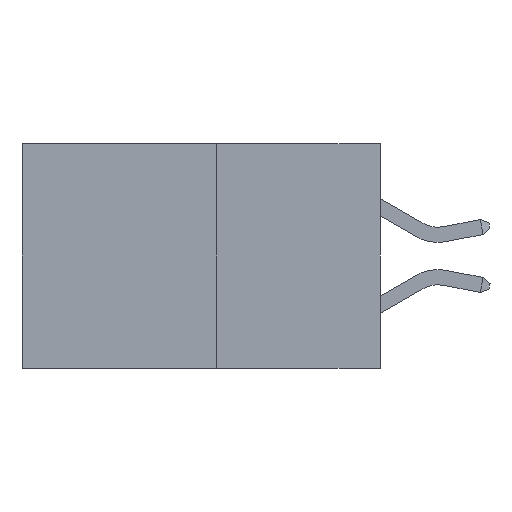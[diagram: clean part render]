
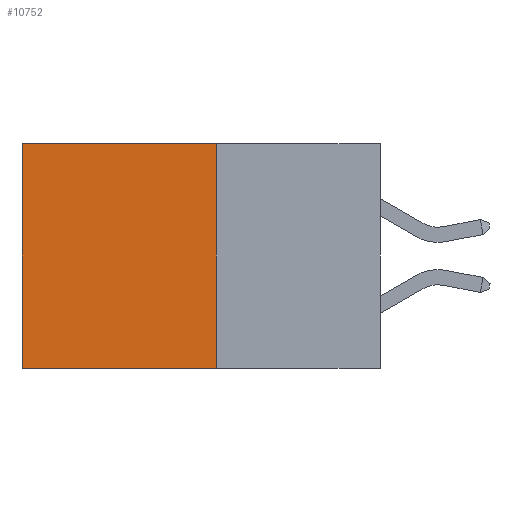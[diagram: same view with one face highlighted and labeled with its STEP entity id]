
A CAD part, left-side view. The second image highlights one B-rep face of the part: STEP entity #10752.
In plain terms, the highlighted planar face has unit normal (-1, 0, 0).
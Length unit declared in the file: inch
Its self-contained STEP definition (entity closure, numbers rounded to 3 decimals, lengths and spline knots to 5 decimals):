
#192 = CARTESIAN_POINT ( 'NONE',  ( 0.277, 0.27, -0.37 ) ) ;
#214 = VERTEX_POINT ( 'NONE', #17163 ) ;
#1017 = LINE ( 'NONE', #8275, #13436 ) ;
#1048 = VERTEX_POINT ( 'NONE', #16026 ) ;
#1122 = DIRECTION ( 'NONE',  ( 0., 1., 0. ) ) ;
#1442 = AXIS2_PLACEMENT_3D ( 'NONE', #2960, #17121, #7974 ) ;
#2470 = EDGE_CURVE ( 'NONE', #1048, #214, #5816, .T. ) ;
#2960 = CARTESIAN_POINT ( 'NONE',  ( 0.277, 0.27, -0.37 ) ) ;
#3721 = ORIENTED_EDGE ( 'NONE', *, *, #18034, .T. ) ;
#3738 = ORIENTED_EDGE ( 'NONE', *, *, #2470, .F. ) ;
#3771 = ORIENTED_EDGE ( 'NONE', *, *, #6842, .F. ) ;
#3836 = ORIENTED_EDGE ( 'NONE', *, *, #13611, .T. ) ;
#4703 = LINE ( 'NONE', #9476, #12697 ) ;
#5816 = LINE ( 'NONE', #17249, #9663 ) ;
#6657 = EDGE_LOOP ( 'NONE', ( #3721, #3738, #3771, #3836 ) ) ;
#6842 = EDGE_CURVE ( 'NONE', #18392, #1048, #9980, .T. ) ;
#7974 = DIRECTION ( 'NONE',  ( 0., 0., -1. ) ) ;
#8275 = CARTESIAN_POINT ( 'NONE',  ( 0.277, 0.59, -0.37 ) ) ;
#8713 = DIRECTION ( 'NONE',  ( 0., 0., -1. ) ) ;
#9476 = CARTESIAN_POINT ( 'NONE',  ( 0.277, 0.27, 0. ) ) ;
#9663 = VECTOR ( 'NONE', #14207, 39.37008 ) ;
#9980 = LINE ( 'NONE', #192, #16603 ) ;
#10752 = ADVANCED_FACE ( 'NONE', ( #16975 ), #15619, .F. ) ;
#10925 = VERTEX_POINT ( 'NONE', #18976 ) ;
#12697 = VECTOR ( 'NONE', #1122, 39.37008 ) ;
#13436 = VECTOR ( 'NONE', #20494, 39.37008 ) ;
#13611 = EDGE_CURVE ( 'NONE', #18392, #10925, #4703, .T. ) ;
#14207 = DIRECTION ( 'NONE',  ( 0., 1., 0. ) ) ;
#15176 = CARTESIAN_POINT ( 'NONE',  ( 0.277, 0.27, 0. ) ) ;
#15619 = PLANE ( 'NONE',  #1442 ) ;
#16026 = CARTESIAN_POINT ( 'NONE',  ( 0.277, 0.27, -0.37 ) ) ;
#16603 = VECTOR ( 'NONE', #8713, 39.37008 ) ;
#16975 = FACE_OUTER_BOUND ( 'NONE', #6657, .T. ) ;
#17121 = DIRECTION ( 'NONE',  ( 1., 0., 0. ) ) ;
#17163 = CARTESIAN_POINT ( 'NONE',  ( 0.277, 0.59, -0.37 ) ) ;
#17249 = CARTESIAN_POINT ( 'NONE',  ( 0.277, 0.27, -0.37 ) ) ;
#18034 = EDGE_CURVE ( 'NONE', #10925, #214, #1017, .T. ) ;
#18392 = VERTEX_POINT ( 'NONE', #15176 ) ;
#18976 = CARTESIAN_POINT ( 'NONE',  ( 0.277, 0.59, 0. ) ) ;
#20494 = DIRECTION ( 'NONE',  ( 0., 0., -1. ) ) ;
